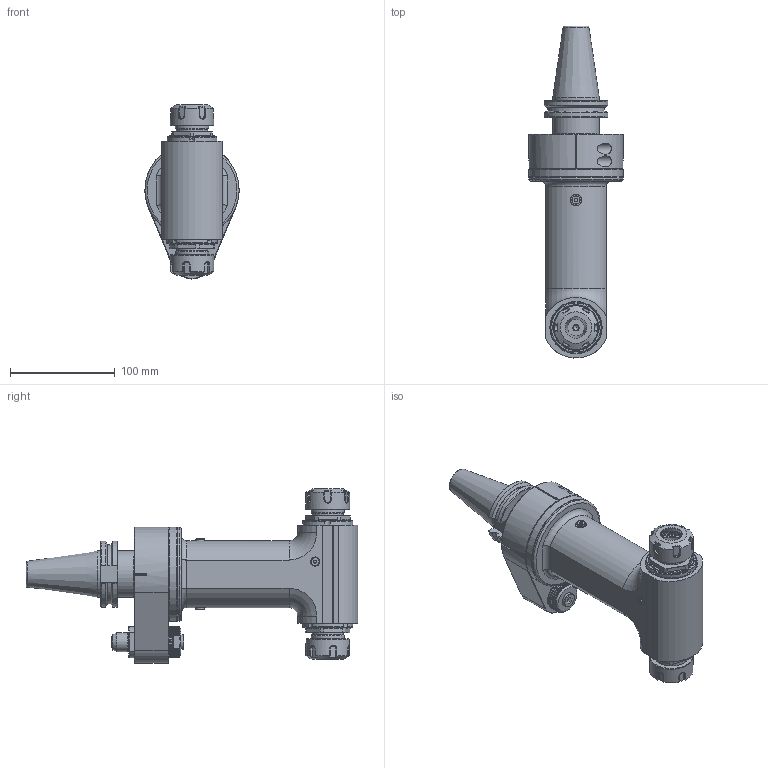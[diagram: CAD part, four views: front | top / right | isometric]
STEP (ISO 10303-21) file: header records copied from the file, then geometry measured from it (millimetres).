
FILE_DESCRIPTION(/* description */ (''),/* implementation_level */ '2;1');
FILE_NAME(/* name */ '9.G90.16L0D-12C40.stp',/* time_stamp */ '2025-05-20T14:03:22-04:00',/* author */ ('jkrenzer'),/* organization */ (''),/* preprocessor_version */ 'ST-DEVELOPER v18.1',/* originating_system */ 'Autodesk Inventor 2022',/* authorisation */ '');
FILE_SCHEMA (('AUTOMOTIVE_DESIGN { 1 0 10303 214 3 1 1 }'));
Length unit declared in the file: millimetre
Products named in the file (3): 9.G90.16L0D-12C40; 9_G90_16LD; 9_GA1_446_1 (Classic, Type 1, Cat40, 65mm)
Assembly tree (2 placements, depth 2):
  9.G90.16L0D-12C40
    9_G90_16LD
    9_GA1_446_1 (Classic, Type 1, Cat40, 65mm)
Bounding box: 90 x 317.28 x 166.5 mm (x, y, z)
Volume: 1028429.1 mm3; surface area: 199665.2 mm2
Topology: 45 solids, 55 shells, 1506 faces, 3974 edges, 2574 vertices
Faces by surface type: plane 687, cylinder 303, bspline 228, cone 193, torus 55, sphere 40
Full cylindrical faces by diameter (mm): 3.3 x1, 4 x6, 4.2 x10, 5 x6, 6 x5, 7 x2, 8 x3, 8.5 x2, 10 x2, 10.5 x2, 11 x3, 14 x3, 15.2 x1, 15.875 x1, 16 x2, 16.28 x1, 17 x1, 18 x4, 19 x1, 20.8 x2, 23.2 x1, 23.5 x1, 25 x2, 26 x2, 30 x7, 30.5 x3, 32 x2, 33 x2, 34.4 x2, 35 x3
Entity records: 55299 total; most frequent: CARTESIAN_POINT 18919, ORIENTED_EDGE 7757, DIRECTION 7208, EDGE_CURVE 3880, AXIS2_PLACEMENT_3D 2638, VERTEX_POINT 2574, LINE 1932, VECTOR 1932
